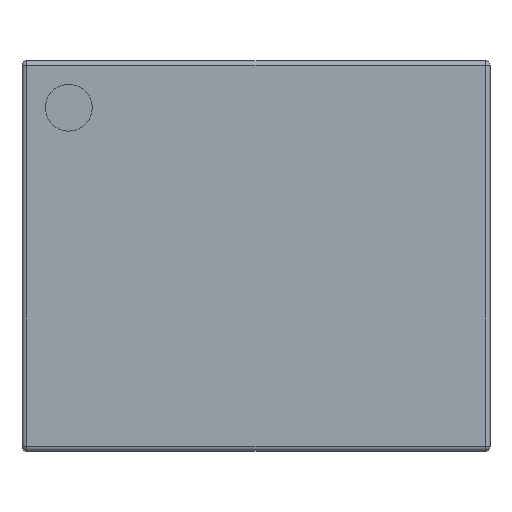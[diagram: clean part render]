
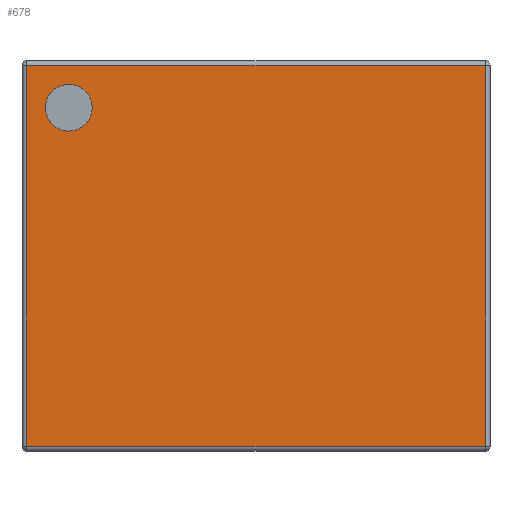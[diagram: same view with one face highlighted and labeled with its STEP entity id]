
A CAD part, top view. The second image highlights one B-rep face of the part: STEP entity #678.
In plain terms, the highlighted planar face has unit normal (0, 0, 1).
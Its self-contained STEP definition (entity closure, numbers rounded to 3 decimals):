
#31 = CARTESIAN_POINT ( 'NONE',  ( -1.2, 0.95, 0.74 ) ) ;
#336 = EDGE_LOOP ( 'NONE', ( #1999, #5167, #4917, #4033 ) ) ;
#542 = EDGE_LOOP ( 'NONE', ( #1712, #4345 ) ) ;
#631 = VECTOR ( 'NONE', #990, 1000. ) ;
#678 = ADVANCED_FACE ( 'NONE', ( #5101, #4306 ), #2693, .F. ) ;
#691 = LINE ( 'NONE', #3107, #1008 ) ;
#794 = CIRCLE ( 'NONE', #3481, 0.15 ) ;
#908 = CARTESIAN_POINT ( 'NONE',  ( 0., 1.22, 0.74 ) ) ;
#986 = DIRECTION ( 'NONE',  ( -1., 0., 0. ) ) ;
#990 = DIRECTION ( 'NONE',  ( 1., 0., 0. ) ) ;
#1008 = VECTOR ( 'NONE', #2671, 1000. ) ;
#1109 = DIRECTION ( 'NONE',  ( 0., -1., 0. ) ) ;
#1150 = VECTOR ( 'NONE', #2128, 1000. ) ;
#1176 = VERTEX_POINT ( 'NONE', #4570 ) ;
#1276 = CARTESIAN_POINT ( 'NONE',  ( -1.2, 0.95, 0.74 ) ) ;
#1346 = VERTEX_POINT ( 'NONE', #2103 ) ;
#1712 = ORIENTED_EDGE ( 'NONE', *, *, #4779, .F. ) ;
#1889 = VERTEX_POINT ( 'NONE', #5096 ) ;
#1913 = CARTESIAN_POINT ( 'NONE',  ( 0., -1.22, 0.74 ) ) ;
#1950 = VERTEX_POINT ( 'NONE', #4003 ) ;
#1999 = ORIENTED_EDGE ( 'NONE', *, *, #4307, .T. ) ;
#2103 = CARTESIAN_POINT ( 'NONE',  ( -1.47, -1.22, 0.74 ) ) ;
#2128 = DIRECTION ( 'NONE',  ( -1., 0., 0. ) ) ;
#2282 = DIRECTION ( 'NONE',  ( 0., 0., -1. ) ) ;
#2487 = DIRECTION ( 'NONE',  ( 0., 0., 1. ) ) ;
#2671 = DIRECTION ( 'NONE',  ( 0., 1., 0. ) ) ;
#2689 = CARTESIAN_POINT ( 'NONE',  ( -1.47, 1.22, 0.74 ) ) ;
#2693 = PLANE ( 'NONE',  #2719 ) ;
#2719 = AXIS2_PLACEMENT_3D ( 'NONE', #4330, #2282, #986 ) ;
#2927 = DIRECTION ( 'NONE',  ( 0., 0., 1. ) ) ;
#3029 = EDGE_CURVE ( 'NONE', #1950, #3562, #691, .T. ) ;
#3107 = CARTESIAN_POINT ( 'NONE',  ( 1.47, 0., 0.74 ) ) ;
#3481 = AXIS2_PLACEMENT_3D ( 'NONE', #1276, #2927, #4567 ) ;
#3496 = EDGE_CURVE ( 'NONE', #5032, #1346, #3571, .T. ) ;
#3558 = LINE ( 'NONE', #1913, #631 ) ;
#3562 = VERTEX_POINT ( 'NONE', #4922 ) ;
#3571 = LINE ( 'NONE', #5225, #3905 ) ;
#3731 = DIRECTION ( 'NONE',  ( 1., 0., 0. ) ) ;
#3905 = VECTOR ( 'NONE', #1109, 1000. ) ;
#4003 = CARTESIAN_POINT ( 'NONE',  ( 1.47, -1.22, 0.74 ) ) ;
#4033 = ORIENTED_EDGE ( 'NONE', *, *, #3496, .T. ) ;
#4177 = EDGE_CURVE ( 'NONE', #3562, #5032, #4618, .T. ) ;
#4263 = CIRCLE ( 'NONE', #4956, 0.15 ) ;
#4306 = FACE_BOUND ( 'NONE', #542, .T. ) ;
#4307 = EDGE_CURVE ( 'NONE', #1346, #1950, #3558, .T. ) ;
#4330 = CARTESIAN_POINT ( 'NONE',  ( 0., 0., 0.74 ) ) ;
#4345 = ORIENTED_EDGE ( 'NONE', *, *, #5180, .F. ) ;
#4567 = DIRECTION ( 'NONE',  ( 1., 0., 0. ) ) ;
#4570 = CARTESIAN_POINT ( 'NONE',  ( -1.35, 0.95, 0.74 ) ) ;
#4618 = LINE ( 'NONE', #908, #1150 ) ;
#4779 = EDGE_CURVE ( 'NONE', #1889, #1176, #4263, .T. ) ;
#4917 = ORIENTED_EDGE ( 'NONE', *, *, #4177, .T. ) ;
#4922 = CARTESIAN_POINT ( 'NONE',  ( 1.47, 1.22, 0.74 ) ) ;
#4956 = AXIS2_PLACEMENT_3D ( 'NONE', #31, #2487, #3731 ) ;
#5032 = VERTEX_POINT ( 'NONE', #2689 ) ;
#5096 = CARTESIAN_POINT ( 'NONE',  ( -1.05, 0.95, 0.74 ) ) ;
#5101 = FACE_OUTER_BOUND ( 'NONE', #336, .T. ) ;
#5167 = ORIENTED_EDGE ( 'NONE', *, *, #3029, .T. ) ;
#5180 = EDGE_CURVE ( 'NONE', #1176, #1889, #794, .T. ) ;
#5225 = CARTESIAN_POINT ( 'NONE',  ( -1.47, 0., 0.74 ) ) ;
